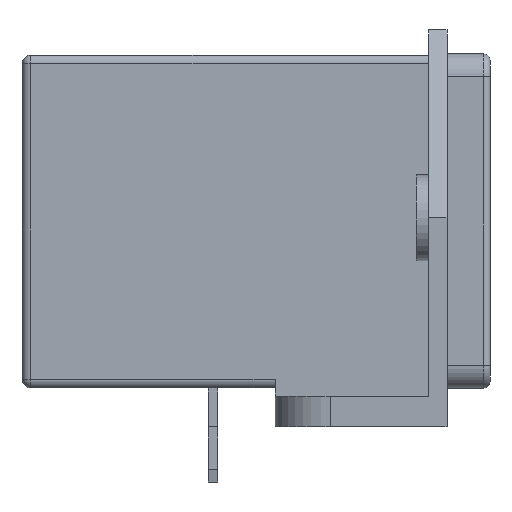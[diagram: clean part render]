
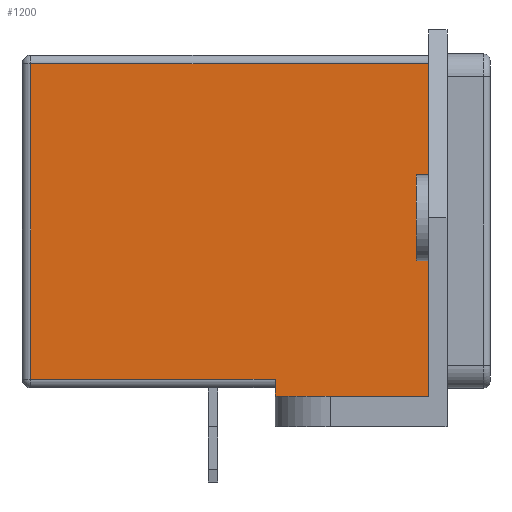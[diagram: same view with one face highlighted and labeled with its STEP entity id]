
A CAD part, left-side view. The second image highlights one B-rep face of the part: STEP entity #1200.
In plain terms, the highlighted planar face has unit normal (-1, 0, 0).
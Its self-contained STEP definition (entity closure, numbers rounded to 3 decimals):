
#213 = VERTEX_POINT('',#214);
#214 = CARTESIAN_POINT('',(-5.65,14.85,3.88));
#221 = EDGE_CURVE('',#213,#222,#224,.T.);
#222 = VERTEX_POINT('',#223);
#223 = CARTESIAN_POINT('',(-5.65,-5.05,3.88));
#224 = LINE('',#225,#226);
#225 = CARTESIAN_POINT('',(-5.65,15.55,3.88));
#226 = VECTOR('',#227,1.);
#227 = DIRECTION('',(0.,-1.,0.));
#312 = VERTEX_POINT('',#313);
#313 = CARTESIAN_POINT('',(-5.65,-5.05,2.52));
#319 = EDGE_CURVE('',#312,#320,#322,.T.);
#320 = VERTEX_POINT('',#321);
#321 = CARTESIAN_POINT('',(-5.65,-5.05,3.18));
#322 = LINE('',#323,#324);
#323 = CARTESIAN_POINT('',(-5.65,-5.05,0.02));
#324 = VECTOR('',#325,1.);
#325 = DIRECTION('',(0.,0.,1.));
#327 = EDGE_CURVE('',#320,#222,#328,.T.);
#328 = LINE('',#329,#330);
#329 = CARTESIAN_POINT('',(-5.65,-5.05,0.729));
#330 = VECTOR('',#331,1.);
#331 = DIRECTION('',(0.,0.,1.));
#1200 = ADVANCED_FACE('',(#1201),#1236,.F.);
#1201 = FACE_BOUND('',#1202,.F.);
#1202 = EDGE_LOOP('',(#1203,#1213,#1221,#1227,#1228,#1229,#1230));
#1203 = ORIENTED_EDGE('',*,*,#1204,.T.);
#1204 = EDGE_CURVE('',#1205,#1207,#1209,.T.);
#1205 = VERTEX_POINT('',#1206);
#1206 = CARTESIAN_POINT('',(-5.65,14.85,29.58));
#1207 = VERTEX_POINT('',#1208);
#1208 = CARTESIAN_POINT('',(-5.65,-17.55,29.58));
#1209 = LINE('',#1210,#1211);
#1210 = CARTESIAN_POINT('',(-5.65,15.55,29.58));
#1211 = VECTOR('',#1212,1.);
#1212 = DIRECTION('',(0.,-1.,0.));
#1213 = ORIENTED_EDGE('',*,*,#1214,.F.);
#1214 = EDGE_CURVE('',#1215,#1207,#1217,.T.);
#1215 = VERTEX_POINT('',#1216);
#1216 = CARTESIAN_POINT('',(-5.65,-17.55,2.52));
#1217 = LINE('',#1218,#1219);
#1218 = CARTESIAN_POINT('',(-5.65,-17.55,0.02));
#1219 = VECTOR('',#1220,1.);
#1220 = DIRECTION('',(0.,0.,1.));
#1221 = ORIENTED_EDGE('',*,*,#1222,.F.);
#1222 = EDGE_CURVE('',#312,#1215,#1223,.T.);
#1223 = LINE('',#1224,#1225);
#1224 = CARTESIAN_POINT('',(-5.65,-5.05,2.52));
#1225 = VECTOR('',#1226,1.);
#1226 = DIRECTION('',(0.,-1.,0.));
#1227 = ORIENTED_EDGE('',*,*,#319,.T.);
#1228 = ORIENTED_EDGE('',*,*,#327,.T.);
#1229 = ORIENTED_EDGE('',*,*,#221,.F.);
#1230 = ORIENTED_EDGE('',*,*,#1231,.F.);
#1231 = EDGE_CURVE('',#1205,#213,#1232,.T.);
#1232 = LINE('',#1233,#1234);
#1233 = CARTESIAN_POINT('',(-5.65,14.85,29.58));
#1234 = VECTOR('',#1235,1.);
#1235 = DIRECTION('',(-0.,-0.,-1.));
#1236 = PLANE('',#1237);
#1237 = AXIS2_PLACEMENT_3D('',#1238,#1239,#1240);
#1238 = CARTESIAN_POINT('',(-5.65,15.55,0.02));
#1239 = DIRECTION('',(1.,0.,0.));
#1240 = DIRECTION('',(0.,-1.,0.));
